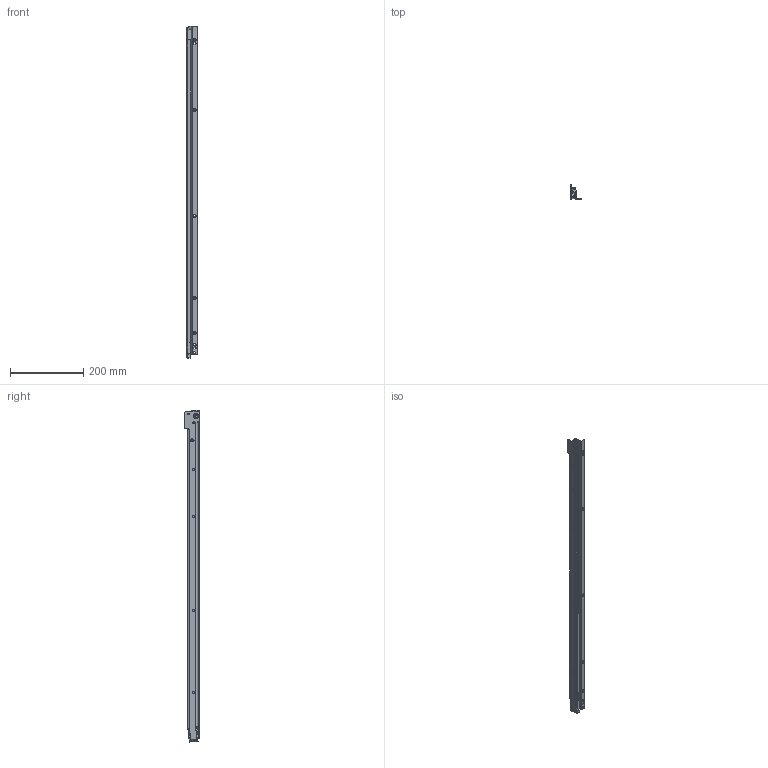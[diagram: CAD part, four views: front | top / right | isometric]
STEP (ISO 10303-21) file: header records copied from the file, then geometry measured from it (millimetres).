
FILE_DESCRIPTION (( 'STEP AP214' ), '1' );
FILE_NAME ('FR_2071.0900mm_36inch_closed_left.STEP', '2022-11-15T08:58:57', ( '' ), ( '' ), 'SwSTEP 2.0', 'SolidWorks 2020', '' );
FILE_SCHEMA (( 'AUTOMOTIVE_DESIGN' ));
Length unit declared in the file: millimetre
Products named in the file (6): 2071.XXX-03.0000.li_NL  900; 2071.XXX-01.0000.li_NL  900; FR_2071.0900mm_36inch_closed_left; AG-020
Assembly tree (5 placements, depth 3):
  FR_2071.0900mm_36inch_closed_left
    2071.XXX-01.0000.li_NL  900
      2071.XXX-01.0000.li_NL  900
      AG-020
    2071.XXX-03.0000.li_NL  900
      2071.XXX-03.0000.li_NL  900
Bounding box: 28.85 x 39.5 x 906.63 mm (x, y, z)
Volume: 154501.6 mm3; surface area: 162855.5 mm2
Topology: 3 solids, 3 shells, 372 faces, 995 edges, 622 vertices
Faces by surface type: plane 133, cylinder 132, torus 46, cone 42, bspline 19
Entity records: 12904 total; most frequent: CARTESIAN_POINT 3347, DIRECTION 1994, ORIENTED_EDGE 1988, EDGE_CURVE 994, AXIS2_PLACEMENT_3D 763, VERTEX_POINT 622, LINE 468, VECTOR 468
